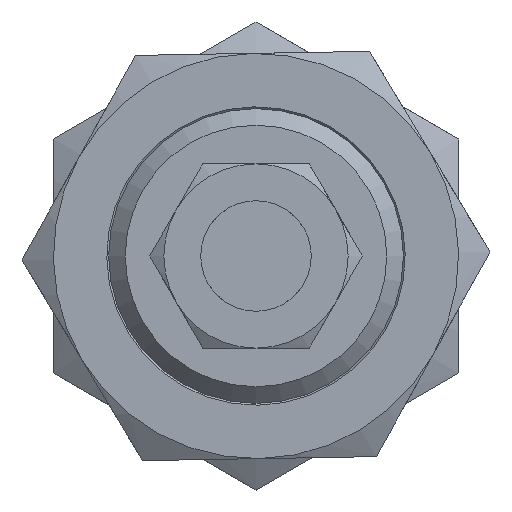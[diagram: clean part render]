
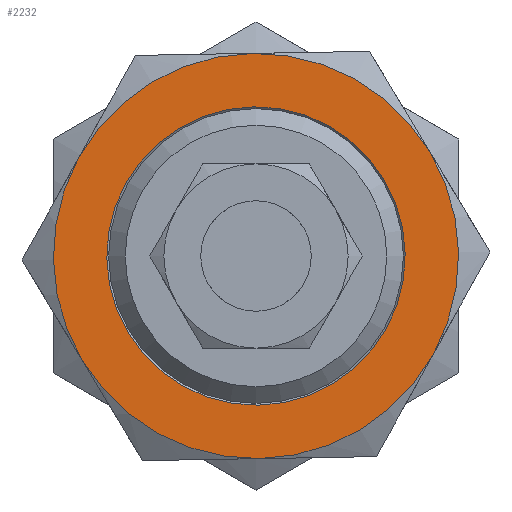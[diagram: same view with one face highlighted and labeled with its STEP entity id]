
A CAD part, front view. The second image highlights one B-rep face of the part: STEP entity #2232.
In plain terms, the highlighted face is planar.
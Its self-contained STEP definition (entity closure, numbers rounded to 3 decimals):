
#1708=CARTESIAN_POINT('',(5.5,9.526,6.));
#1709=VERTEX_POINT('',#1708);
#1723=CARTESIAN_POINT('',(-5.5,9.526,6.));
#1724=VERTEX_POINT('',#1723);
#1738=CARTESIAN_POINT('',(0.0,0.0,6.));
#1739=DIRECTION('',(0.0,0.0,1.0));
#1740=DIRECTION('',(0.0,-1.0,0.0));
#1741=AXIS2_PLACEMENT_3D('',#1738,#1739,#1740);
#1742=CIRCLE('',#1741,11.0);
#1743=EDGE_CURVE('',#1709,#1724,#1742,.T.);
#1755=CARTESIAN_POINT('',(11.,0.,6.));
#1756=VERTEX_POINT('',#1755);
#1783=CARTESIAN_POINT('',(0.0,0.0,6.));
#1784=DIRECTION('',(0.0,0.0,1.0));
#1785=DIRECTION('',(0.0,-1.0,0.0));
#1786=AXIS2_PLACEMENT_3D('',#1783,#1784,#1785);
#1787=CIRCLE('',#1786,11.0);
#1788=EDGE_CURVE('',#1756,#1709,#1787,.T.);
#1800=CARTESIAN_POINT('',(5.5,-9.526,6.));
#1801=VERTEX_POINT('',#1800);
#1828=CARTESIAN_POINT('',(0.0,0.0,6.));
#1829=DIRECTION('',(0.0,0.0,1.0));
#1830=DIRECTION('',(0.0,-1.0,0.0));
#1831=AXIS2_PLACEMENT_3D('',#1828,#1829,#1830);
#1832=CIRCLE('',#1831,11.0);
#1833=EDGE_CURVE('',#1801,#1756,#1832,.T.);
#1858=CARTESIAN_POINT('',(-5.5,-9.526,6.));
#1859=VERTEX_POINT('',#1858);
#1860=CARTESIAN_POINT('',(0.0,0.0,6.));
#1861=DIRECTION('',(0.0,0.0,1.0));
#1862=DIRECTION('',(0.0,-1.0,0.0));
#1863=AXIS2_PLACEMENT_3D('',#1860,#1861,#1862);
#1864=CIRCLE('',#1863,11.0);
#1865=EDGE_CURVE('',#1859,#1801,#1864,.T.);
#1903=CARTESIAN_POINT('',(-11.0,0.0,6.));
#1904=VERTEX_POINT('',#1903);
#1905=CARTESIAN_POINT('',(0.0,0.0,6.));
#1906=DIRECTION('',(0.0,0.0,1.0));
#1907=DIRECTION('',(0.0,-1.0,0.0));
#1908=AXIS2_PLACEMENT_3D('',#1905,#1906,#1907);
#1909=CIRCLE('',#1908,11.0);
#1910=EDGE_CURVE('',#1904,#1859,#1909,.T.);
#1948=CARTESIAN_POINT('',(0.0,0.0,6.));
#1949=DIRECTION('',(0.0,0.0,1.0));
#1950=DIRECTION('',(0.0,-1.0,0.0));
#1951=AXIS2_PLACEMENT_3D('',#1948,#1949,#1950);
#1952=CIRCLE('',#1951,11.0);
#1953=EDGE_CURVE('',#1724,#1904,#1952,.T.);
#2108=CARTESIAN_POINT('',(8.1,0.0,6.));
#2109=VERTEX_POINT('',#2108);
#2110=CARTESIAN_POINT('',(0.0,0.0,6.));
#2111=DIRECTION('',(0.0,0.0,-1.0));
#2112=DIRECTION('',(1.0,0.0,0.0));
#2113=AXIS2_PLACEMENT_3D('',#2110,#2111,#2112);
#2114=CIRCLE('',#2113,8.1);
#2115=EDGE_CURVE('',#2109,#2109,#2114,.T.);
#2216=CARTESIAN_POINT('',(0.,0.,6.));
#2217=DIRECTION('',(0.0,0.0,1.0));
#2218=DIRECTION('',(1.0,0.0,0.0));
#2219=AXIS2_PLACEMENT_3D('',#2216,#2217,#2218);
#2220=PLANE('',#2219);
#2221=ORIENTED_EDGE('',*,*,#1953,.T.);
#2222=ORIENTED_EDGE('',*,*,#1910,.T.);
#2223=ORIENTED_EDGE('',*,*,#1865,.T.);
#2224=ORIENTED_EDGE('',*,*,#1833,.T.);
#2225=ORIENTED_EDGE('',*,*,#1788,.T.);
#2226=ORIENTED_EDGE('',*,*,#1743,.T.);
#2227=EDGE_LOOP('',(#2221,#2222,#2223,#2224,#2225,#2226));
#2228=FACE_OUTER_BOUND('',#2227,.T.);
#2229=ORIENTED_EDGE('',*,*,#2115,.T.);
#2230=EDGE_LOOP('',(#2229));
#2231=FACE_BOUND('',#2230,.T.);
#2232=ADVANCED_FACE('',(#2228,#2231),#2220,.T.);
